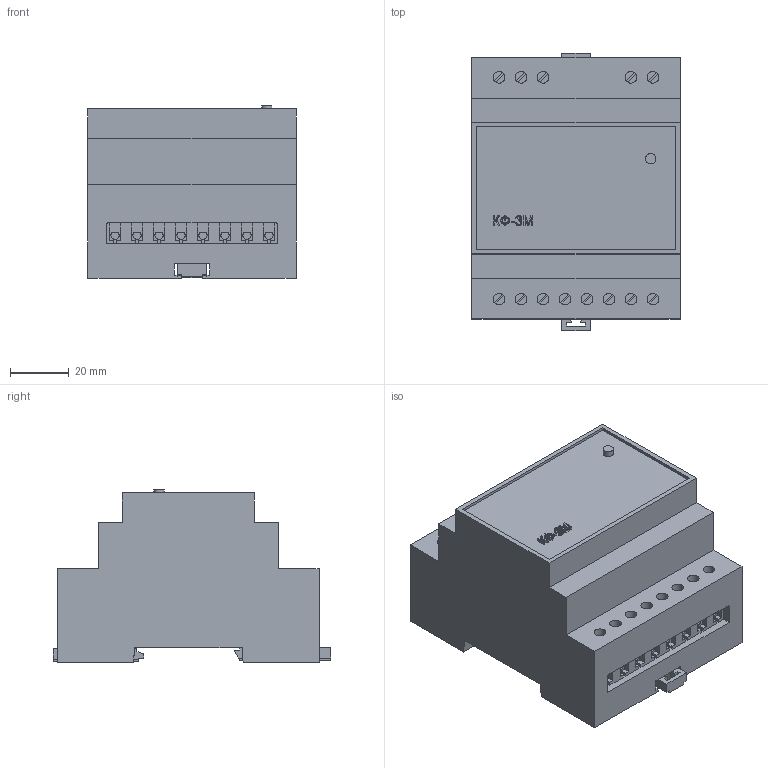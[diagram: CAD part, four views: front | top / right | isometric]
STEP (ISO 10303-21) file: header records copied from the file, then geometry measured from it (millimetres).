
FILE_DESCRIPTION(('STEP AP214'), '1');
FILE_NAME('ﾊﾔ-3ﾌ', '', ('UNSPECIFIED'), ('UNSPECIFIED'), 'ASCON STEP Converter 1.3', 'ASCON Math Kernel', '');
FILE_SCHEMA(('AUTOMOTIVE_DESIGN { 1 0 10303 214 3 1 1}'));
Length unit declared in the file: millimetre
Products named in the file (1): 玹襖.991002.012
Bounding box: 71 x 94.7 x 58.79 mm (x, y, z)
Volume: 61377.1 mm3; surface area: 65538 mm2
Topology: 2 solids, 6 shells, 661 faces, 1823 edges, 1214 vertices
Faces by surface type: plane 440, cylinder 221
Full cylindrical faces by diameter (mm): 3.5 x1, 4 x13
Entity records: 26347 total; most frequent: CARTESIAN_POINT 3685, DIRECTION 3627, ORIENTED_EDGE 3618, EDGE_CURVE 1809, LINE 1315, VECTOR 1315, VERTEX_POINT 1214, AXIS2_PLACEMENT_3D 1156
